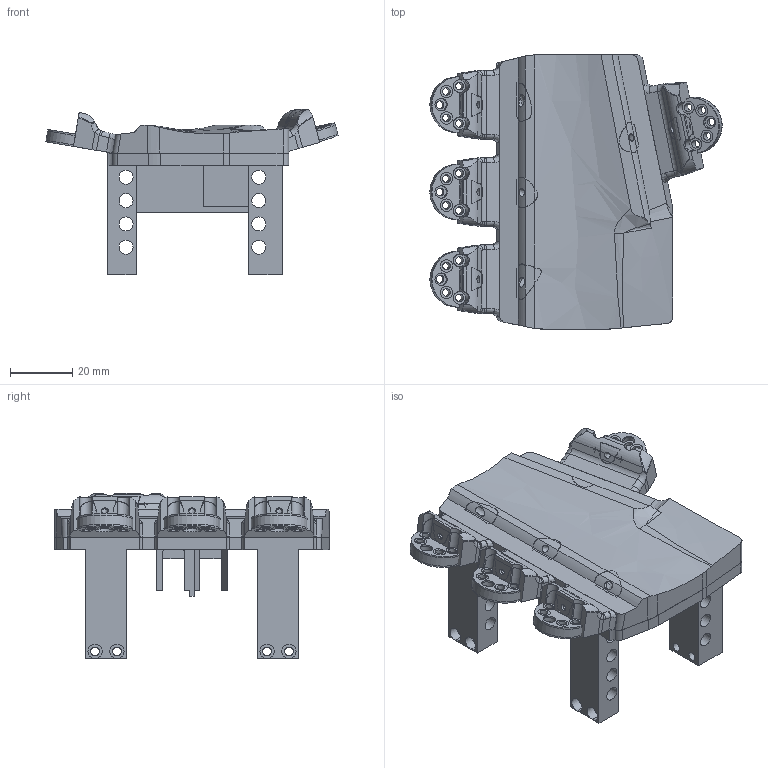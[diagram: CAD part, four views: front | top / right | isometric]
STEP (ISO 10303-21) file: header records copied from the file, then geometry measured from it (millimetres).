
FILE_DESCRIPTION(/* description */ (''),/* implementation_level */ '2;1');
FILE_NAME(/* name */ 'palm_top_assembly.stp',/* time_stamp */ '2025-07-15T15:03:45-04:00',/* author */ ('Kenny'),/* organization */ (''),/* preprocessor_version */ 'ST-DEVELOPER v20',/* originating_system */ 'Autodesk Inventor 2025',/* authorisation */ '');
FILE_SCHEMA (('AUTOMOTIVE_DESIGN { 1 0 10303 214 3 1 1 }'));
Length unit declared in the file: millimetre
Products named in the file (8): palm_top_assembly; palm_top_1; palm_top_soft_1; mcp_assembly; mcp_forward_1; mcp_assembly_1; mcp_forward_1_1; mcp_forward_hard
Assembly tree (10 placements, depth 3):
  palm_top_assembly
    palm_top_1
    palm_top_soft_1
    mcp_assembly  x3
      mcp_forward_1
      mcp_forward_hard
    mcp_assembly_1
      mcp_forward_1_1
      mcp_forward_hard
Bounding box: 93.83 x 88 x 53 mm (x, y, z)
Volume: 76755.5 mm3; surface area: 53269.6 mm2
Topology: 10 solids, 10 shells, 1148 faces, 3339 edges, 2129 vertices
Faces by surface type: plane 595, cylinder 324, bspline 217, torus 12
Full cylindrical faces by diameter (mm): 2.5 x20, 2.8 x8, 3.5 x3, 4 x72, 4.5 x16, 6 x4
Entity records: 28640 total; most frequent: CARTESIAN_POINT 11153, ORIENTED_EDGE 3846, DIRECTION 3148, EDGE_CURVE 1923, VERTEX_POINT 1238, AXIS2_PLACEMENT_3D 1056, LINE 1036, VECTOR 1036
